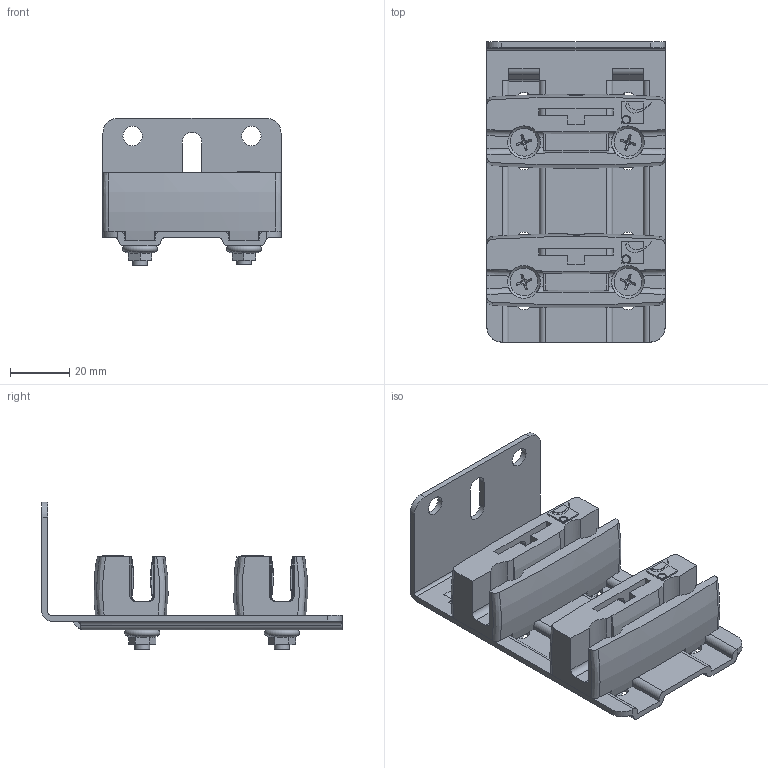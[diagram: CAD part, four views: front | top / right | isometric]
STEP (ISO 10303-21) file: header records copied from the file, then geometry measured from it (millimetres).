
FILE_DESCRIPTION(/* description */ (''),/* implementation_level */ '2;1');
FILE_NAME(/* name */ '1128DGU.stp',/* time_stamp */ '2019-08-05T12:14:14+02:00',/* author */ ('Didierr'),/* organization */ (''),/* preprocessor_version */ 'ST-DEVELOPER v17.2',/* originating_system */ 'Autodesk Inventor 2019',/* authorisation */ '');
FILE_SCHEMA (('AUTOMOTIVE_DESIGN { 1 0 10303 214 3 1 1 }'));
Length unit declared in the file: millimetre
Products named in the file (5): 1128DGU POSAGE; 20084_A; 21760; DIN 6923 - M5; ISO 7046-1 - M5 x 16 - 4.8 - H
Assembly tree (11 placements, depth 2):
  1128DGU POSAGE
    20084_A
    21760  x2
    ISO 7046-1 - M5 x 16 - 4.8 - H  x4
    DIN 6923 - M5  x4
Bounding box: 60 x 101 x 49.68 mm (x, y, z)
Volume: 57723 mm3; surface area: 39343.2 mm2
Topology: 11 solids, 11 shells, 853 faces, 2353 edges, 1552 vertices
Faces by surface type: plane 558, cylinder 107, cone 88, bspline 68, torus 32
Full cylindrical faces by diameter (mm): 2.39 x2, 4.134 x4, 4.509 x4, 5 x4, 5.5 x4, 6.5 x2, 9.3 x4
Entity records: 14416 total; most frequent: CARTESIAN_POINT 3671, ORIENTED_EDGE 2322, DIRECTION 2001, EDGE_CURVE 1161, LINE 799, VECTOR 799, VERTEX_POINT 761, AXIS2_PLACEMENT_3D 601
